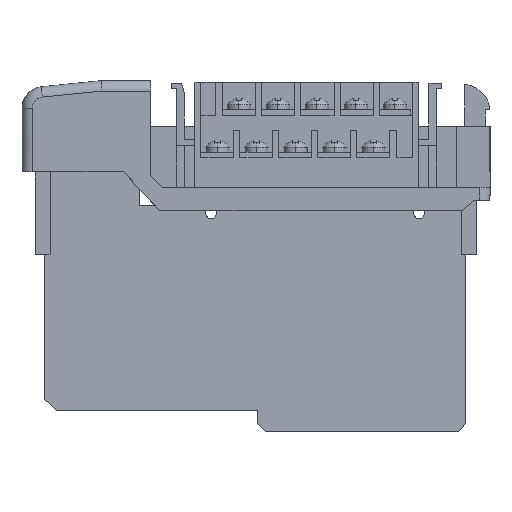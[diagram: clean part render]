
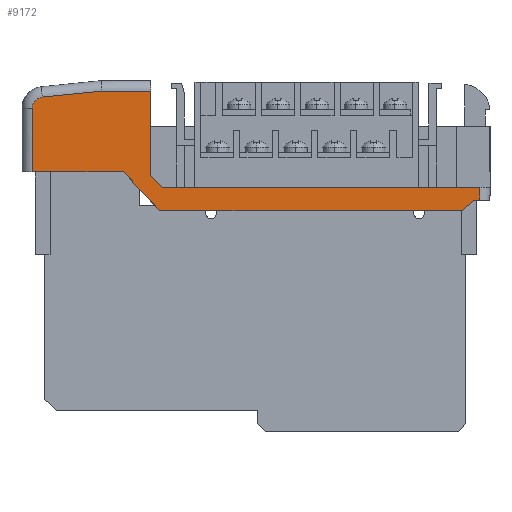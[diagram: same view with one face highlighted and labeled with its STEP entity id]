
A CAD part, left-side view. The second image highlights one B-rep face of the part: STEP entity #9172.
In plain terms, the highlighted planar face has unit normal (-1, 0, 0).
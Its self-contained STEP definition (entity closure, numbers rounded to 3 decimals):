
#1529 = DIRECTION ( 'NONE',  ( 0., -1., 0. ) ) ;
#1530 = VECTOR ( 'NONE', #1529, 1000. ) ;
#1531 = CARTESIAN_POINT ( 'NONE',  ( 0.5, 22.973, -19.886 ) ) ;
#1532 = LINE ( 'NONE', #1531, #1530 ) ;
#1576 = CARTESIAN_POINT ( 'NONE',  ( 0.5, -37.408, -17.879 ) ) ;
#1581 = DIRECTION ( 'NONE',  ( 0., -1., 0. ) ) ;
#1582 = VECTOR ( 'NONE', #1581, 1000. ) ;
#1583 = CARTESIAN_POINT ( 'NONE',  ( 0.5, -37.408, -17.879 ) ) ;
#1584 = LINE ( 'NONE', #1583, #1582 ) ;
#1606 = CARTESIAN_POINT ( 'NONE',  ( 0.5, -35.258, -19.886 ) ) ;
#1607 = DIRECTION ( 'NONE',  ( 0., -0.731, 0.682 ) ) ;
#1608 = VECTOR ( 'NONE', #1607, 1000. ) ;
#1609 = CARTESIAN_POINT ( 'NONE',  ( 0.5, -35.258, -19.886 ) ) ;
#1610 = LINE ( 'NONE', #1609, #1608 ) ;
#1660 = CARTESIAN_POINT ( 'NONE',  ( 0.5, 29.973, -12.386 ) ) ;
#1674 = DIRECTION ( 'NONE',  ( 0., -0.682, -0.731 ) ) ;
#1675 = VECTOR ( 'NONE', #1674, 1000. ) ;
#1676 = CARTESIAN_POINT ( 'NONE',  ( 0.5, 22.973, -19.886 ) ) ;
#1677 = LINE ( 'NONE', #1676, #1675 ) ;
#8206 = DIRECTION ( 'NONE',  ( 0., 1., 0. ) ) ;
#8207 = VECTOR ( 'NONE', #8206, 1000. ) ;
#8208 = CARTESIAN_POINT ( 'NONE',  ( 0.5, 34.27, 3.114 ) ) ;
#8209 = LINE ( 'NONE', #8208, #8207 ) ;
#8210 = CARTESIAN_POINT ( 'NONE',  ( 0.5, 34.17, 3.114 ) ) ;
#8211 = CARTESIAN_POINT ( 'NONE',  ( 0.5, 24.723, 3.114 ) ) ;
#9088 = EDGE_CURVE ( 'NONE', #22234, #9103, #1532, .T. ) ;
#9093 = EDGE_CURVE ( 'NONE', #9097, #9226, #1584, .T. ) ;
#9097 = VERTEX_POINT ( 'NONE', #1576 ) ;
#9102 = EDGE_CURVE ( 'NONE', #9103, #9097, #1610, .T. ) ;
#9103 = VERTEX_POINT ( 'NONE', #1606 ) ;
#9123 = EDGE_CURVE ( 'NONE', #9133, #22234, #1677, .T. ) ;
#9133 = VERTEX_POINT ( 'NONE', #1660 ) ;
#9170 = VERTEX_POINT ( 'NONE', #23297 ) ;
#9172 = ADVANCED_FACE ( 'NONE', ( #23296 ), #23333, .F. ) ;
#9175 = EDGE_CURVE ( 'NONE', #9170, #9133, #23328, .T. ) ;
#9184 = EDGE_LOOP ( 'NONE', ( #9240, #9200, #9256, #9197, #9208, #9266, #9202, #9195, #9190, #9258, #9207, #9259, #9260 ) ) ;
#9188 = VERTEX_POINT ( 'NONE', #23363 ) ;
#9189 = EDGE_CURVE ( 'NONE', #9196, #9170, #23361, .T. ) ;
#9190 = ORIENTED_EDGE ( 'NONE', *, *, #9175, .T. ) ;
#9195 = ORIENTED_EDGE ( 'NONE', *, *, #9189, .T. ) ;
#9196 = VERTEX_POINT ( 'NONE', #23341 ) ;
#9197 = ORIENTED_EDGE ( 'NONE', *, *, #9198, .F. ) ;
#9198 = EDGE_CURVE ( 'NONE', #20604, #9257, #23396, .T. ) ;
#9200 = ORIENTED_EDGE ( 'NONE', *, *, #9201, .F. ) ;
#9201 = EDGE_CURVE ( 'NONE', #9265, #9250, #23392, .T. ) ;
#9202 = ORIENTED_EDGE ( 'NONE', *, *, #9241, .T. ) ;
#9203 = EDGE_CURVE ( 'NONE', #9226, #9250, #23388, .T. ) ;
#9207 = ORIENTED_EDGE ( 'NONE', *, *, #9088, .T. ) ;
#9208 = ORIENTED_EDGE ( 'NONE', *, *, #20607, .T. ) ;
#9226 = VERTEX_POINT ( 'NONE', #23455 ) ;
#9240 = ORIENTED_EDGE ( 'NONE', *, *, #9203, .T. ) ;
#9241 = EDGE_CURVE ( 'NONE', #9188, #9196, #23550, .T. ) ;
#9250 = VERTEX_POINT ( 'NONE', #23577 ) ;
#9256 = ORIENTED_EDGE ( 'NONE', *, *, #9270, .F. ) ;
#9257 = VERTEX_POINT ( 'NONE', #23572 ) ;
#9258 = ORIENTED_EDGE ( 'NONE', *, *, #9123, .T. ) ;
#9259 = ORIENTED_EDGE ( 'NONE', *, *, #9102, .T. ) ;
#9260 = ORIENTED_EDGE ( 'NONE', *, *, #9093, .T. ) ;
#9265 = VERTEX_POINT ( 'NONE', #23571 ) ;
#9266 = ORIENTED_EDGE ( 'NONE', *, *, #9267, .T. ) ;
#9267 = EDGE_CURVE ( 'NONE', #20605, #9188, #23570, .T. ) ;
#9270 = EDGE_CURVE ( 'NONE', #9257, #9265, #23611, .T. ) ;
#16199 = CARTESIAN_POINT ( 'NONE',  ( 0.5, 22.973, -19.886 ) ) ;
#20604 = VERTEX_POINT ( 'NONE', #8211 ) ;
#20605 = VERTEX_POINT ( 'NONE', #8210 ) ;
#20607 = EDGE_CURVE ( 'NONE', #20604, #20605, #8209, .T. ) ;
#22234 = VERTEX_POINT ( 'NONE', #16199 ) ;
#23296 = FACE_OUTER_BOUND ( 'NONE', #9184, .T. ) ;
#23297 = CARTESIAN_POINT ( 'NONE',  ( 0.5, 47.473, -12.386 ) ) ;
#23325 = DIRECTION ( 'NONE',  ( 0., -1., 0. ) ) ;
#23326 = VECTOR ( 'NONE', #23325, 1000. ) ;
#23327 = CARTESIAN_POINT ( 'NONE',  ( 0.5, 29.973, -12.386 ) ) ;
#23328 = LINE ( 'NONE', #23327, #23326 ) ;
#23329 = DIRECTION ( 'NONE',  ( 0., 0., -1. ) ) ;
#23330 = DIRECTION ( 'NONE',  ( 1., 0., 0. ) ) ;
#23331 = CARTESIAN_POINT ( 'NONE',  ( 0.5, -35.258, -0.876 ) ) ;
#23332 = AXIS2_PLACEMENT_3D ( 'NONE', #23331, #23330, #23329 ) ;
#23333 = PLANE ( 'NONE',  #23332 ) ;
#23341 = CARTESIAN_POINT ( 'NONE',  ( 0.5, 47.473, -0.213 ) ) ;
#23358 = DIRECTION ( 'NONE',  ( 0., 0., -1. ) ) ;
#23359 = VECTOR ( 'NONE', #23358, 1000. ) ;
#23360 = CARTESIAN_POINT ( 'NONE',  ( 0.5, 47.473, -12.386 ) ) ;
#23361 = LINE ( 'NONE', #23360, #23359 ) ;
#23363 = CARTESIAN_POINT ( 'NONE',  ( 0.5, 45.569, 1.973 ) ) ;
#23385 = DIRECTION ( 'NONE',  ( 0., 0., 1. ) ) ;
#23386 = VECTOR ( 'NONE', #23385, 1000. ) ;
#23387 = CARTESIAN_POINT ( 'NONE',  ( 0.5, -38.527, -0.463 ) ) ;
#23388 = LINE ( 'NONE', #23387, #23386 ) ;
#23389 = DIRECTION ( 'NONE',  ( 0., -1., 0. ) ) ;
#23390 = VECTOR ( 'NONE', #23389, 1000. ) ;
#23391 = CARTESIAN_POINT ( 'NONE',  ( 0.5, 22.532, -15.386 ) ) ;
#23392 = LINE ( 'NONE', #23391, #23390 ) ;
#23393 = DIRECTION ( 'NONE',  ( 0., 0., -1. ) ) ;
#23394 = VECTOR ( 'NONE', #23393, 1000. ) ;
#23395 = CARTESIAN_POINT ( 'NONE',  ( 0.5, 24.723, 4.364 ) ) ;
#23396 = LINE ( 'NONE', #23395, #23394 ) ;
#23455 = CARTESIAN_POINT ( 'NONE',  ( 0.5, -38.527, -17.879 ) ) ;
#23546 = DIRECTION ( 'NONE',  ( 0., 0., -1. ) ) ;
#23547 = DIRECTION ( 'NONE',  ( -1., 0., 0. ) ) ;
#23548 = CARTESIAN_POINT ( 'NONE',  ( 0.5, 45.358, -0.133 ) ) ;
#23549 = AXIS2_PLACEMENT_3D ( 'NONE', #23548, #23547, #23546 ) ;
#23550 = CIRCLE ( 'NONE', #23549, 2.116 ) ;
#23566 = DIRECTION ( 'NONE',  ( 0., 0.995, -0.1 ) ) ;
#23567 = VECTOR ( 'NONE', #23566, 1000. ) ;
#23568 = CARTESIAN_POINT ( 'NONE',  ( 0.5, 45.569, 1.973 ) ) ;
#23570 = LINE ( 'NONE', #23568, #23567 ) ;
#23571 = CARTESIAN_POINT ( 'NONE',  ( 0.5, 22.532, -15.386 ) ) ;
#23572 = CARTESIAN_POINT ( 'NONE',  ( 0.5, 24.723, -13.054 ) ) ;
#23577 = CARTESIAN_POINT ( 'NONE',  ( 0.5, -38.527, -15.386 ) ) ;
#23608 = DIRECTION ( 'NONE',  ( 0., -0.685, -0.729 ) ) ;
#23609 = VECTOR ( 'NONE', #23608, 1000. ) ;
#23610 = CARTESIAN_POINT ( 'NONE',  ( 0.5, 22.532, -15.386 ) ) ;
#23611 = LINE ( 'NONE', #23610, #23609 ) ;
